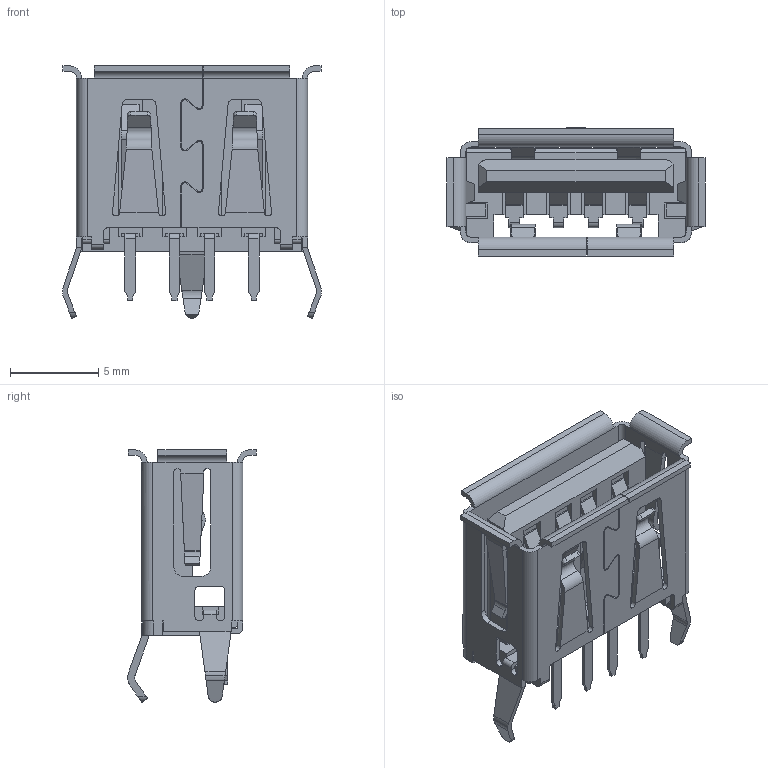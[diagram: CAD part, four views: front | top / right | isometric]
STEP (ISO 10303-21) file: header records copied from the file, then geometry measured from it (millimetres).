
FILE_DESCRIPTION (( 'STEP AP214' ), '1' );
FILE_NAME ('USB-A Molex SD-1050570-001 (vertical).step', '2023-10-28T19:35:21', ( 'Elessar' ), ( '' ), 'SwSTEP 2.0', 'SolidWorks 2018', '' );
FILE_SCHEMA (( 'AUTOMOTIVE_DESIGN' ));
Length unit declared in the file: millimetre
Products named in the file (1): USB-A Molex SD-1050570-001 (vertical)
Bounding box: 14.68 x 7.29 x 14.3 mm (x, y, z)
Volume: 332.5 mm3; surface area: 1241.7 mm2
Topology: 1 solids, 1 shells, 555 faces, 1594 edges, 1029 vertices
Faces by surface type: plane 372, cylinder 157, bspline 26
Entity records: 21105 total; most frequent: CARTESIAN_POINT 5091, ORIENTED_EDGE 3188, DIRECTION 2742, EDGE_CURVE 1594, VECTOR 1206, LINE 1206, VERTEX_POINT 1029, AXIS2_PLACEMENT_3D 768
